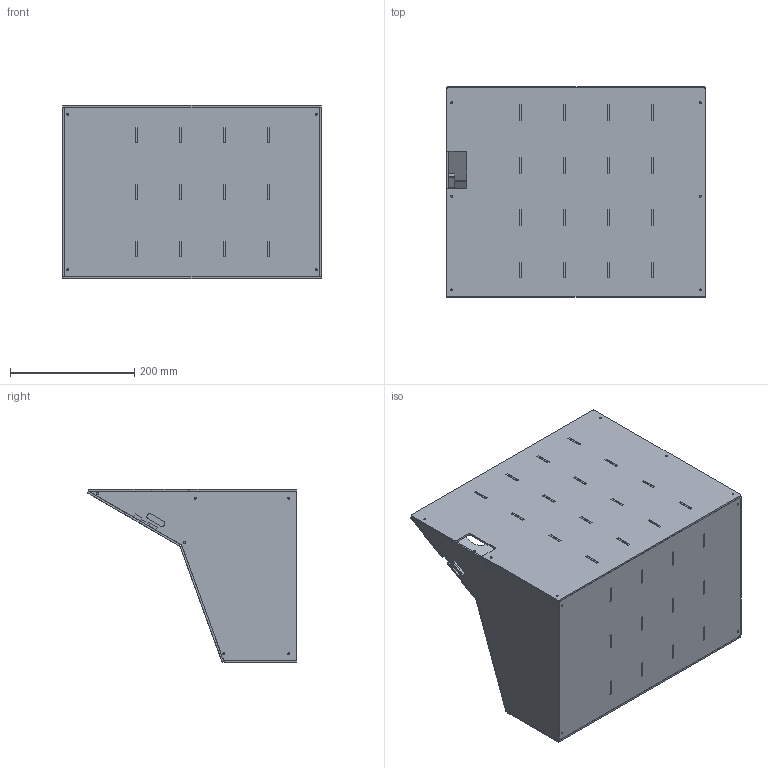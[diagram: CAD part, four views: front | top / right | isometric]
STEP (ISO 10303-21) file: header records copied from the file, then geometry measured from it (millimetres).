
FILE_DESCRIPTION (( 'STEP AP214' ), '1' );
FILE_NAME ('Box_v2.1.STEP', '2025-07-04T01:00:18', ( '' ), ( '' ), 'SwSTEP 2.0', 'SolidWorks 2022', '' );
FILE_SCHEMA (( 'AUTOMOTIVE_DESIGN' ));
Length unit declared in the file: millimetre
Products named in the file (1): Box_v2.1
Bounding box: 417 x 338.16 x 280 mm (x, y, z)
Volume: 2406405.9 mm3; surface area: 1661194 mm2
Topology: 22 solids, 22 shells, 1059 faces, 2979 edges, 1986 vertices
Faces by surface type: plane 612, cylinder 447
Entity records: 37555 total; most frequent: CARTESIAN_POINT 6055, DIRECTION 5985, ORIENTED_EDGE 5958, EDGE_CURVE 2979, LINE 2073, VECTOR 2073, VERTEX_POINT 1986, AXIS2_PLACEMENT_3D 1956
